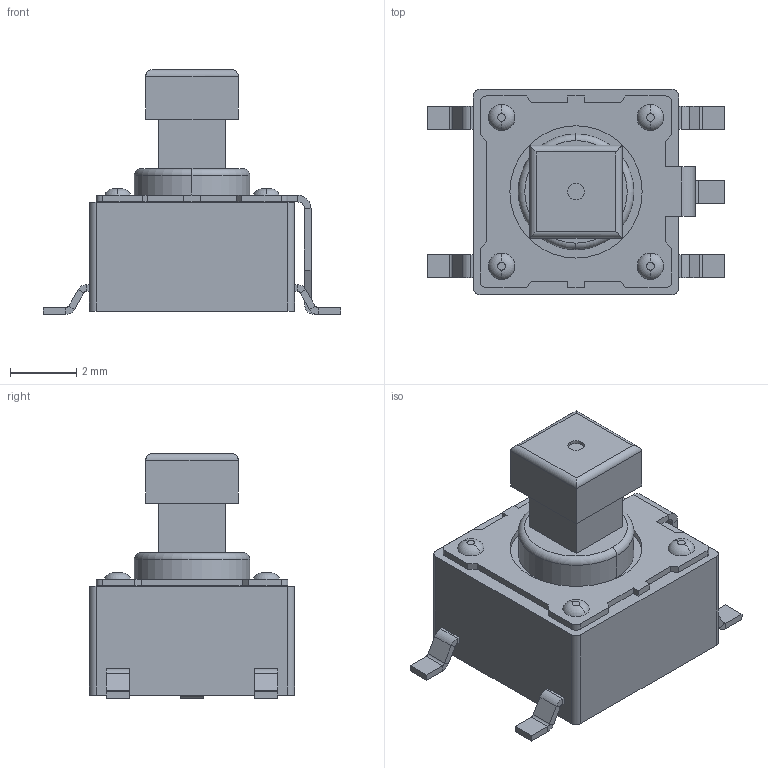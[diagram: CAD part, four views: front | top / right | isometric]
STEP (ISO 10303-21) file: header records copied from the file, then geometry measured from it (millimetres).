
FILE_DESCRIPTION (( 'STEP AP214' ), '1' );
FILE_NAME ('SW-SMD_4P-L6.2-W6.2-H7.4-P4.50-LS9.0_DTSMG.step', '2022-07-26T14:43:20', ( '' ), ( '' ), 'SwSTEP 2.0', 'SolidWorks 2020', '' );
FILE_SCHEMA (( 'AUTOMOTIVE_DESIGN' ));
Length unit declared in the file: millimetre
Products named in the file (1): SW-SMD_4P-L6.2-W6.2-H7.4-P4.50-LS9.0_DTSMG
Bounding box: 9 x 6.2 x 7.4 mm (x, y, z)
Volume: 159.9 mm3; surface area: 280.5 mm2
Topology: 19 solids, 19 shells, 478 faces, 1197 edges, 772 vertices
Faces by surface type: plane 318, bspline 112, cylinder 38, torus 10
Entity records: 20043 total; most frequent: CARTESIAN_POINT 4564, ORIENTED_EDGE 2394, DIRECTION 1795, EDGE_CURVE 1197, LINE 869, VECTOR 869, VERTEX_POINT 772, EDGE_LOOP 507
